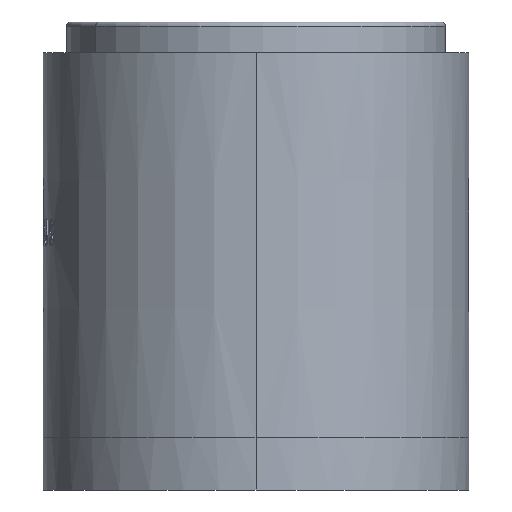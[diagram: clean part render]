
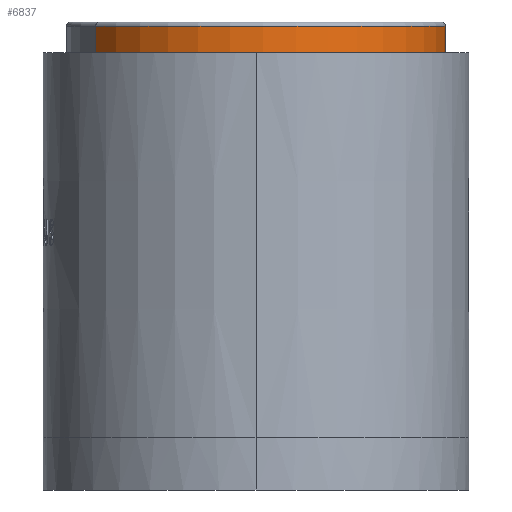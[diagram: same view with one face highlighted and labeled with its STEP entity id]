
A CAD part, left-side view. The second image highlights one B-rep face of the part: STEP entity #6837.
In plain terms, the highlighted cylindrical face has radius 435 mm (diameter 870 mm), a partial arc.
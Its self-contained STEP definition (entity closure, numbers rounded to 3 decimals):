
#91 = AXIS2_PLACEMENT_3D ( 'NONE', #21846, #2630, #20141 ) ;
#1099 = VERTEX_POINT ( 'NONE', #4413 ) ;
#1980 = VECTOR ( 'NONE', #16052, 1000. ) ;
#1994 = CIRCLE ( 'NONE', #4922, 435. ) ;
#2273 = LINE ( 'NONE', #6157, #3747 ) ;
#2630 = DIRECTION ( 'NONE',  ( 0., 0., -1. ) ) ;
#2663 = CARTESIAN_POINT ( 'NONE',  ( 0., 0., 884. ) ) ;
#3747 = VECTOR ( 'NONE', #9438, 1000. ) ;
#4248 = DIRECTION ( 'NONE',  ( 0., 0., -1. ) ) ;
#4413 = CARTESIAN_POINT ( 'NONE',  ( 231.649, -368.19, 884. ) ) ;
#4642 = ORIENTED_EDGE ( 'NONE', *, *, #13042, .F. ) ;
#4922 = AXIS2_PLACEMENT_3D ( 'NONE', #10405, #17344, #5508 ) ;
#5403 = VERTEX_POINT ( 'NONE', #17071 ) ;
#5508 = DIRECTION ( 'NONE',  ( -0.533, 0.846, 0. ) ) ;
#6157 = CARTESIAN_POINT ( 'NONE',  ( -231.649, 368.19, 884. ) ) ;
#6837 = ADVANCED_FACE ( 'NONE', ( #9358 ), #21643, .T. ) ;
#8265 = ORIENTED_EDGE ( 'NONE', *, *, #19487, .T. ) ;
#9358 = FACE_OUTER_BOUND ( 'NONE', #14074, .T. ) ;
#9438 = DIRECTION ( 'NONE',  ( 0., 0., -1. ) ) ;
#9561 = CARTESIAN_POINT ( 'NONE',  ( 231.649, -368.19, 944. ) ) ;
#9716 = DIRECTION ( 'NONE',  ( -0.533, 0.846, 0. ) ) ;
#9990 = EDGE_CURVE ( 'NONE', #1099, #5403, #1994, .T. ) ;
#10405 = CARTESIAN_POINT ( 'NONE',  ( 0., 0., 884. ) ) ;
#10606 = ORIENTED_EDGE ( 'NONE', *, *, #16044, .T. ) ;
#12075 = CIRCLE ( 'NONE', #91, 435. ) ;
#12590 = ORIENTED_EDGE ( 'NONE', *, *, #9990, .F. ) ;
#13042 = EDGE_CURVE ( 'NONE', #19546, #1099, #14577, .T. ) ;
#13424 = AXIS2_PLACEMENT_3D ( 'NONE', #2663, #4248, #9716 ) ;
#14074 = EDGE_LOOP ( 'NONE', ( #4642, #8265, #10606, #12590 ) ) ;
#14577 = LINE ( 'NONE', #19926, #1980 ) ;
#16044 = EDGE_CURVE ( 'NONE', #16220, #5403, #2273, .T. ) ;
#16052 = DIRECTION ( 'NONE',  ( 0., 0., -1. ) ) ;
#16220 = VERTEX_POINT ( 'NONE', #19531 ) ;
#17071 = CARTESIAN_POINT ( 'NONE',  ( -231.649, 368.19, 884. ) ) ;
#17344 = DIRECTION ( 'NONE',  ( 0., 0., -1. ) ) ;
#19487 = EDGE_CURVE ( 'NONE', #19546, #16220, #12075, .T. ) ;
#19531 = CARTESIAN_POINT ( 'NONE',  ( -231.649, 368.19, 944. ) ) ;
#19546 = VERTEX_POINT ( 'NONE', #9561 ) ;
#19926 = CARTESIAN_POINT ( 'NONE',  ( 231.649, -368.19, 884. ) ) ;
#20141 = DIRECTION ( 'NONE',  ( -0.533, 0.846, 0. ) ) ;
#21643 = CYLINDRICAL_SURFACE ( 'NONE', #13424, 435. ) ;
#21846 = CARTESIAN_POINT ( 'NONE',  ( 0., 0., 944. ) ) ;
